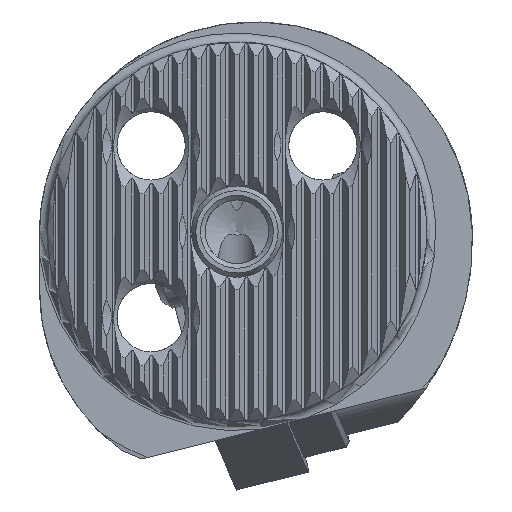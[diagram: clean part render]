
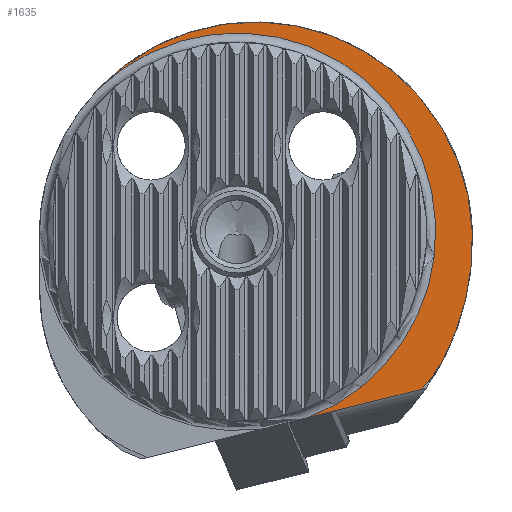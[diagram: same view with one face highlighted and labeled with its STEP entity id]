
A CAD part, left-side view. The second image highlights one B-rep face of the part: STEP entity #1635.
In plain terms, the highlighted planar face has unit normal (-1, 0, 0).
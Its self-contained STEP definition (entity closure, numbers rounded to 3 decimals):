
#61 = ORIENTED_EDGE ( 'NONE', *, *, #5333, .T. ) ;
#815 = AXIS2_PLACEMENT_3D ( 'NONE', #14027, #5936, #10445 ) ;
#1276 = ORIENTED_EDGE ( 'NONE', *, *, #6480, .F. ) ;
#1560 = VERTEX_POINT ( 'NONE', #12425 ) ;
#1568 = VERTEX_POINT ( 'NONE', #3213 ) ;
#1635 = ADVANCED_FACE ( 'NONE', ( #13423 ), #3412, .F. ) ;
#1809 = ORIENTED_EDGE ( 'NONE', *, *, #8701, .T. ) ;
#1825 = EDGE_CURVE ( 'NONE', #8720, #6942, #10560, .T. ) ;
#1843 = DIRECTION ( 'NONE',  ( -1., 0., 0. ) ) ;
#2157 = CARTESIAN_POINT ( 'NONE',  ( 6.5, 0., 0. ) ) ;
#2202 = DIRECTION ( 'NONE',  ( 0., 0., 1. ) ) ;
#3087 = DIRECTION ( 'NONE',  ( -1., 0., 0. ) ) ;
#3109 = CARTESIAN_POINT ( 'NONE',  ( 6.5, -12.195, -10.357 ) ) ;
#3213 = CARTESIAN_POINT ( 'NONE',  ( 6.5, -13.484, -8.613 ) ) ;
#3412 = PLANE ( 'NONE',  #7677 ) ;
#4334 = CIRCLE ( 'NONE', #11772, 17. ) ;
#4584 = DIRECTION ( 'NONE',  ( 0., 0., -1. ) ) ;
#4702 = EDGE_CURVE ( 'NONE', #14113, #9423, #10735, .T. ) ;
#5106 = DIRECTION ( 'NONE',  ( 0., 0.97, -0.242 ) ) ;
#5333 = EDGE_CURVE ( 'NONE', #8720, #1568, #6593, .T. ) ;
#5653 = CIRCLE ( 'NONE', #11256, 13.1 ) ;
#5812 = DIRECTION ( 'NONE',  ( 1., 0., 0. ) ) ;
#5936 = DIRECTION ( 'NONE',  ( -1., 0., 0. ) ) ;
#6143 = CIRCLE ( 'NONE', #12972, 13.1 ) ;
#6217 = DIRECTION ( 'NONE',  ( -1., 0., 0. ) ) ;
#6370 = CARTESIAN_POINT ( 'NONE',  ( 6.5, -4.713, -12.223 ) ) ;
#6480 = EDGE_CURVE ( 'NONE', #6942, #1560, #5653, .T. ) ;
#6593 = CIRCLE ( 'NONE', #13668, 16. ) ;
#6942 = VERTEX_POINT ( 'NONE', #6370 ) ;
#7379 = DIRECTION ( 'NONE',  ( 0., 0., 1. ) ) ;
#7426 = VECTOR ( 'NONE', #5106, 1000. ) ;
#7677 = AXIS2_PLACEMENT_3D ( 'NONE', #11566, #5812, #4584 ) ;
#7750 = DIRECTION ( 'NONE',  ( 0., 0., -1. ) ) ;
#8701 = EDGE_CURVE ( 'NONE', #1568, #14113, #4334, .T. ) ;
#8720 = VERTEX_POINT ( 'NONE', #3109 ) ;
#9279 = EDGE_LOOP ( 'NONE', ( #12335, #1276, #15062, #61, #1809, #13793 ) ) ;
#9423 = VERTEX_POINT ( 'NONE', #12910 ) ;
#9592 = CARTESIAN_POINT ( 'NONE',  ( 6.5, 11.919, -16.37 ) ) ;
#10445 = DIRECTION ( 'NONE',  ( 0., 0., -1. ) ) ;
#10560 = LINE ( 'NONE', #9592, #7426 ) ;
#10735 = CIRCLE ( 'NONE', #815, 14.299 ) ;
#11256 = AXIS2_PLACEMENT_3D ( 'NONE', #2157, #13848, #2202 ) ;
#11566 = CARTESIAN_POINT ( 'NONE',  ( 6.5, 16., 0. ) ) ;
#11772 = AXIS2_PLACEMENT_3D ( 'NONE', #13540, #1843, #7750 ) ;
#12335 = ORIENTED_EDGE ( 'NONE', *, *, #13687, .F. ) ;
#12425 = CARTESIAN_POINT ( 'NONE',  ( 6.5, -13.002, -1.596 ) ) ;
#12451 = CARTESIAN_POINT ( 'NONE',  ( 6.5, 0., 0. ) ) ;
#12910 = CARTESIAN_POINT ( 'NONE',  ( 6.5, 9.235, 9.291 ) ) ;
#12972 = AXIS2_PLACEMENT_3D ( 'NONE', #12451, #3087, #13514 ) ;
#13170 = CARTESIAN_POINT ( 'NONE',  ( 6.5, 0., 0. ) ) ;
#13423 = FACE_OUTER_BOUND ( 'NONE', #9279, .T. ) ;
#13514 = DIRECTION ( 'NONE',  ( 0., 0., 1. ) ) ;
#13540 = CARTESIAN_POINT ( 'NONE',  ( 6.5, 1.491, -0.565 ) ) ;
#13668 = AXIS2_PLACEMENT_3D ( 'NONE', #13170, #6217, #7379 ) ;
#13687 = EDGE_CURVE ( 'NONE', #1560, #9423, #6143, .T. ) ;
#13793 = ORIENTED_EDGE ( 'NONE', *, *, #4702, .T. ) ;
#13848 = DIRECTION ( 'NONE',  ( -1., 0., 0. ) ) ;
#14027 = CARTESIAN_POINT ( 'NONE',  ( 6.5, -1.209, -0.476 ) ) ;
#14113 = VERTEX_POINT ( 'NONE', #14343 ) ;
#14343 = CARTESIAN_POINT ( 'NONE',  ( 6.5, -15.5, 0. ) ) ;
#15062 = ORIENTED_EDGE ( 'NONE', *, *, #1825, .F. ) ;
